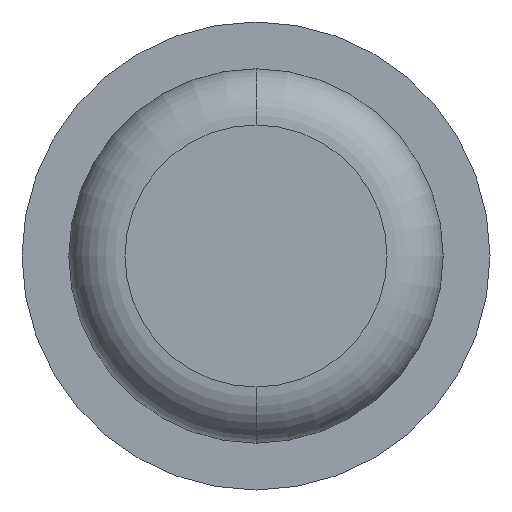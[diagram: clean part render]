
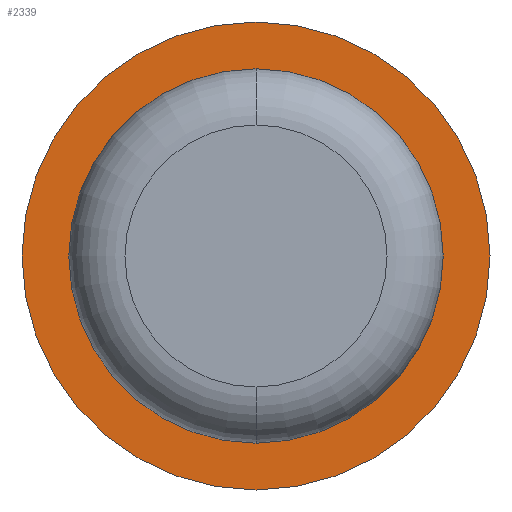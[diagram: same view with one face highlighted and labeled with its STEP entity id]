
A CAD part, front view. The second image highlights one B-rep face of the part: STEP entity #2339.
In plain terms, the highlighted planar face has unit normal (0, -1, 0).
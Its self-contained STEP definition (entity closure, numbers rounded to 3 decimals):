
#36 = DIRECTION ( 'NONE',  ( 0., 0., 1. ) ) ;
#58 = DIRECTION ( 'NONE',  ( 0., 1., 0. ) ) ;
#151 = VERTEX_POINT ( 'NONE', #2112 ) ;
#165 = FACE_OUTER_BOUND ( 'NONE', #1379, .T. ) ;
#206 = VERTEX_POINT ( 'NONE', #2348 ) ;
#348 = CARTESIAN_POINT ( 'NONE',  ( 0., -0.6, 0. ) ) ;
#497 = CARTESIAN_POINT ( 'NONE',  ( 0., -0.6, 0. ) ) ;
#651 = AXIS2_PLACEMENT_3D ( 'NONE', #348, #1056, #1275 ) ;
#666 = DIRECTION ( 'NONE',  ( 0., 1., 0. ) ) ;
#668 = DIRECTION ( 'NONE',  ( 0., 1., 0. ) ) ;
#672 = EDGE_CURVE ( 'Defeature ausgef�hrt1_1+Defeature ausgef�hrt1_2+Defeature ausgef�hrt1_2+Defeature ausgef�hrt1_2', #724, #2897, #2440, .T. ) ;
#724 = VERTEX_POINT ( 'NONE', #1587 ) ;
#772 = DIRECTION ( 'NONE',  ( 0., 1., 0. ) ) ;
#903 = CARTESIAN_POINT ( 'NONE',  ( 0., -0.6, 0. ) ) ;
#1056 = DIRECTION ( 'NONE',  ( 0., 1., 0. ) ) ;
#1149 = AXIS2_PLACEMENT_3D ( 'NONE', #497, #58, #36 ) ;
#1224 = DIRECTION ( 'NONE',  ( 0., 0., 1. ) ) ;
#1263 = CARTESIAN_POINT ( 'NONE',  ( 0., -0.6, 1.25 ) ) ;
#1275 = DIRECTION ( 'NONE',  ( 0., 0., 1. ) ) ;
#1319 = EDGE_CURVE ( 'Defeature ausgef�hrt1_2+Defeature ausgef�hrt1_3+Defeature ausgef�hrt1_3+Defeature ausgef�hrt1_3', #206, #151, #1802, .T. ) ;
#1373 = PLANE ( 'NONE',  #2273 ) ;
#1379 = EDGE_LOOP ( 'NONE', ( #1973, #2784 ) ) ;
#1382 = ORIENTED_EDGE ( 'NONE', *, *, #1319, .T. ) ;
#1386 = AXIS2_PLACEMENT_3D ( 'NONE', #2674, #772, #1224 ) ;
#1459 = EDGE_CURVE ( 'Defeature ausgef�hrt1_2+Defeature ausgef�hrt1_3+Defeature ausgef�hrt1_3+Defeature ausgef�hrt1_3', #151, #206, #1945, .T. ) ;
#1577 = ORIENTED_EDGE ( 'NONE', *, *, #1459, .T. ) ;
#1587 = CARTESIAN_POINT ( 'NONE',  ( 0., -0.6, -1.25 ) ) ;
#1802 = CIRCLE ( 'NONE', #2932, 1. ) ;
#1844 = EDGE_LOOP ( 'NONE', ( #1577, #1382 ) ) ;
#1945 = CIRCLE ( 'NONE', #1149, 1. ) ;
#1973 = ORIENTED_EDGE ( 'NONE', *, *, #2745, .F. ) ;
#2112 = CARTESIAN_POINT ( 'NONE',  ( 0., -0.6, 1. ) ) ;
#2273 = AXIS2_PLACEMENT_3D ( 'NONE', #3034, #666, #2327 ) ;
#2327 = DIRECTION ( 'NONE',  ( 0., 0., 1. ) ) ;
#2339 = ADVANCED_FACE ( 'Defeature ausgef�hrt1_2', ( #165, #2422 ), #1373, .F. ) ;
#2348 = CARTESIAN_POINT ( 'NONE',  ( 0., -0.6, -1. ) ) ;
#2379 = DIRECTION ( 'NONE',  ( 0., 0., 1. ) ) ;
#2422 = FACE_BOUND ( 'NONE', #1844, .T. ) ;
#2440 = CIRCLE ( 'NONE', #651, 1.25 ) ;
#2600 = CIRCLE ( 'NONE', #1386, 1.25 ) ;
#2674 = CARTESIAN_POINT ( 'NONE',  ( 0., -0.6, 0. ) ) ;
#2745 = EDGE_CURVE ( 'Defeature ausgef�hrt1_1+Defeature ausgef�hrt1_2+Defeature ausgef�hrt1_2+Defeature ausgef�hrt1_2', #2897, #724, #2600, .T. ) ;
#2784 = ORIENTED_EDGE ( 'NONE', *, *, #672, .F. ) ;
#2897 = VERTEX_POINT ( 'NONE', #1263 ) ;
#2932 = AXIS2_PLACEMENT_3D ( 'NONE', #903, #668, #2379 ) ;
#3034 = CARTESIAN_POINT ( 'NONE',  ( 1.25, -0.6, 0. ) ) ;
